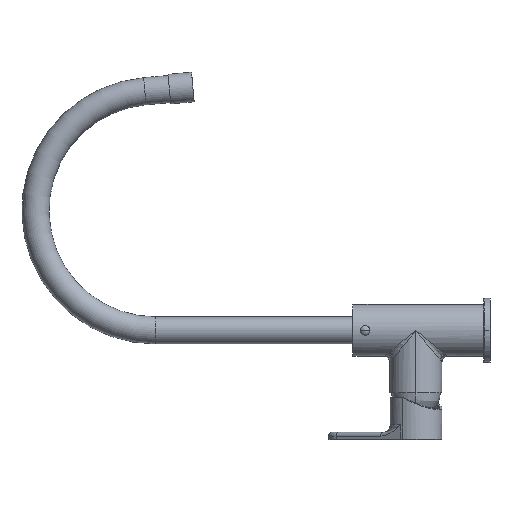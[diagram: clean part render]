
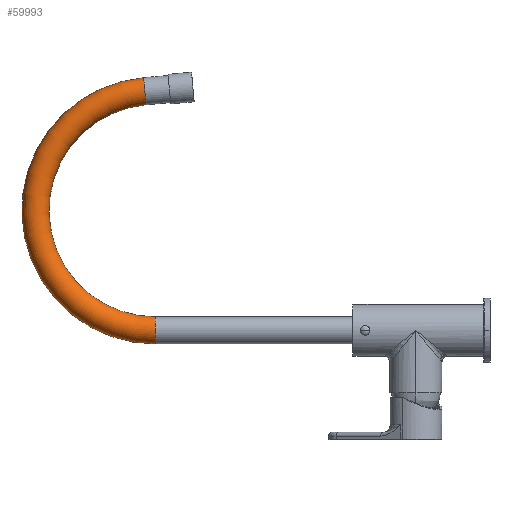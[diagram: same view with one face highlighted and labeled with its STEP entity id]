
A CAD part, left-side view. The second image highlights one B-rep face of the part: STEP entity #59993.
In plain terms, the highlighted toroidal (fillet/blend) face has major radius 97 mm and minor radius 11 mm.
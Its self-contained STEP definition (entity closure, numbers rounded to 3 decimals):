
#43354=CARTESIAN_POINT('',(0.,274.454,193.631));
#43355=DIRECTION('',(0.,-0.996,0.087));
#43356=DIRECTION('',(0.,0.087,0.996));
#43357=AXIS2_PLACEMENT_3D('',#43354,#43355,#43356);
#43363=CARTESIAN_POINT('',(0.,266.,0.));
#43364=DIRECTION('',(0.,1.,0.));
#43365=DIRECTION('',(0.,0.,-1.));
#43366=AXIS2_PLACEMENT_3D('',#43363,#43364,#43365);
#43368=CARTESIAN_POINT('',(0.,266.,97.));
#43369=DIRECTION('',(1.,0.,0.));
#43370=DIRECTION('',(0.,0.,-1.));
#43371=AXIS2_PLACEMENT_3D('',#43368,#43369,#43370);
#52572=CARTESIAN_POINT('',(0.,266.,97.));
#52573=DIRECTION('',(1.,0.,0.));
#52574=DIRECTION('',(0.,0.,-1.));
#52575=AXIS2_PLACEMENT_3D('',#52572,#52573,#52574);
#52577=CARTESIAN_POINT('',(0.,266.,11.));
#52578=CARTESIAN_POINT('',(0.,266.,-11.));
#52579=VERTEX_POINT('',#52577);
#52580=VERTEX_POINT('',#52578);
#52585=CARTESIAN_POINT('',(0.,273.495,182.673));
#52586=CARTESIAN_POINT('',(0.,275.413,204.589));
#52587=VERTEX_POINT('',#52585);
#52588=VERTEX_POINT('',#52586);
#59979=CARTESIAN_POINT('',(0.,266.,97.));
#59980=DIRECTION('',(1.,0.,0.));
#59981=DIRECTION('',(0.,0.,1.));
#59982=AXIS2_PLACEMENT_3D('',#59979,#59980,#59981);
#59983=TOROIDAL_SURFACE('',#59982,97.,11.);
#59985=ORIENTED_EDGE('',*,*,#59984,.F.);
#59987=ORIENTED_EDGE('',*,*,#59986,.T.);
#59988=ORIENTED_EDGE('',*,*,#59966,.T.);
#59990=ORIENTED_EDGE('',*,*,#59989,.F.);
#59991=EDGE_LOOP('',(#59985,#59987,#59988,#59990));
#59992=FACE_OUTER_BOUND('',#59991,.F.);
#59993=ADVANCED_FACE('',(#59992),#59983,.T.);
#43358=CIRCLE('',#43357,11.);
#43367=CIRCLE('',#43366,11.);
#43372=CIRCLE('',#43371,108.);
#52576=CIRCLE('',#52575,86.);
#59966=EDGE_CURVE('',#52588,#52587,#43358,.T.);
#59984=EDGE_CURVE('',#52580,#52579,#43367,.T.);
#59986=EDGE_CURVE('',#52580,#52588,#43372,.T.);
#59989=EDGE_CURVE('',#52579,#52587,#52576,.T.);
